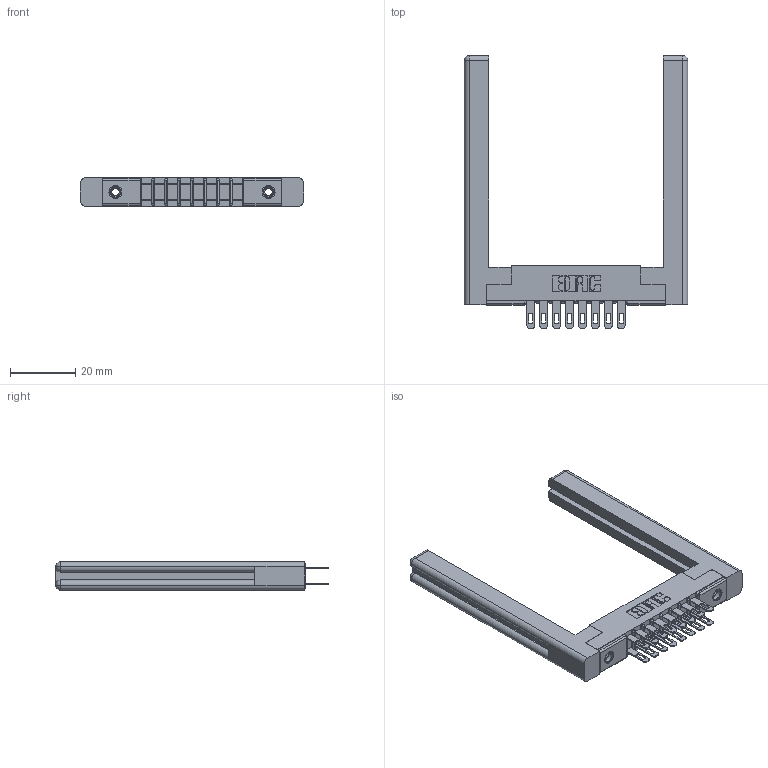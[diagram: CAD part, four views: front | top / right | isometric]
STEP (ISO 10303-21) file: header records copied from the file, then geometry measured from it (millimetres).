
FILE_DESCRIPTION (( 'STEP AP203' ), '1' );
FILE_NAME ('307-016-400-258.STEP', '2020-09-28T16:47:35', ( '' ), ( '' ), 'SwSTEP 2.0', 'SolidWorks 2020', '' );
FILE_SCHEMA (( 'CONFIG_CONTROL_DESIGN' ));
Length unit declared in the file: inch
Products named in the file (5): 307-220-058; 307-290-001_500; 307-016-400-258; 307 Part_.156 Dia Mounting Holes; 345-250-001_345-250-001-102
Assembly tree (21 placements, depth 2):
  307-016-400-258
    307 Part_.156 Dia Mounting Holes
    307-290-001_500  x16
    307-220-058  x2
    345-250-001_345-250-001-102  x2
Bounding box: 68.33 x 83.49 x 8.71 mm (x, y, z)
Volume: 12203.3 mm3; surface area: 12591.3 mm2
Topology: 21 solids, 21 shells, 1005 faces, 2757 edges, 1778 vertices
Faces by surface type: plane 634, cylinder 329, sphere 18, torus 12, cone 12
Entity records: 13913 total; most frequent: CARTESIAN_POINT 2303, DIRECTION 2230, ORIENTED_EDGE 2220, EDGE_CURVE 1110, LINE 832, VECTOR 832, VERTEX_POINT 718, AXIS2_PLACEMENT_3D 699
